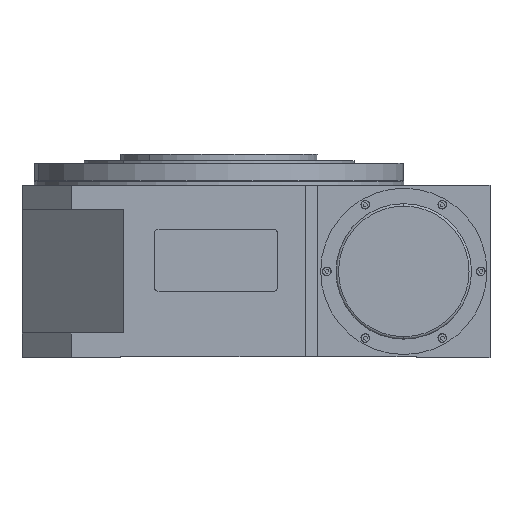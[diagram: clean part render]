
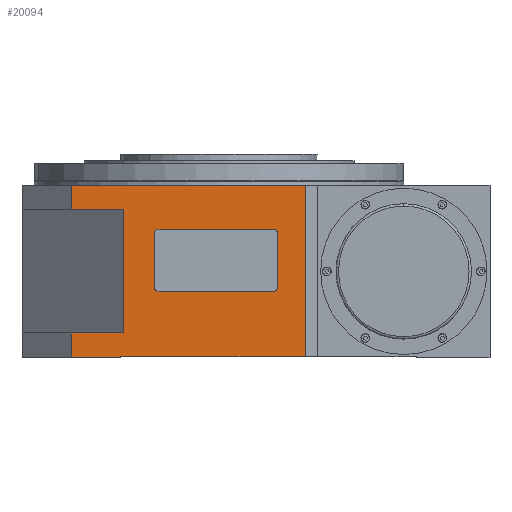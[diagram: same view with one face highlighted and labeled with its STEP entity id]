
A CAD part, front view. The second image highlights one B-rep face of the part: STEP entity #20094.
In plain terms, the highlighted planar face has unit normal (0, -1, 0).
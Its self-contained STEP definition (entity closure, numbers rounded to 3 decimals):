
#61 = ORIENTED_EDGE ( 'NONE', *, *, #15283, .F. ) ;
#365 = VECTOR ( 'NONE', #22243, 1000. ) ;
#581 = VECTOR ( 'NONE', #6029, 1000. ) ;
#757 = EDGE_CURVE ( 'NONE', #14678, #3926, #18780, .T. ) ;
#1213 = CARTESIAN_POINT ( 'NONE',  ( -190., -155., 20. ) ) ;
#1525 = ORIENTED_EDGE ( 'NONE', *, *, #23768, .F. ) ;
#1575 = ORIENTED_EDGE ( 'NONE', *, *, #757, .F. ) ;
#1890 = ORIENTED_EDGE ( 'NONE', *, *, #21528, .F. ) ;
#2080 = LINE ( 'NONE', #9662, #6705 ) ;
#2167 = VERTEX_POINT ( 'NONE', #11802 ) ;
#2194 = EDGE_CURVE ( 'NONE', #18231, #23160, #8962, .T. ) ;
#2233 = DIRECTION ( 'NONE',  ( 1., 0., 0. ) ) ;
#2426 = EDGE_CURVE ( 'NONE', #22372, #24573, #8500, .T. ) ;
#2669 = ORIENTED_EDGE ( 'NONE', *, *, #10009, .T. ) ;
#2675 = DIRECTION ( 'NONE',  ( 0., 0., 1. ) ) ;
#2998 = DIRECTION ( 'NONE',  ( 0., 0., 1. ) ) ;
#3192 = LINE ( 'NONE', #1213, #4880 ) ;
#3250 = ORIENTED_EDGE ( 'NONE', *, *, #9483, .T. ) ;
#3255 = CARTESIAN_POINT ( 'NONE',  ( 14.426, -155., 104.032 ) ) ;
#3257 = LINE ( 'NONE', #5008, #20182 ) ;
#3312 = VERTEX_POINT ( 'NONE', #3255 ) ;
#3407 = AXIS2_PLACEMENT_3D ( 'NONE', #22044, #10795, #2998 ) ;
#3546 = LINE ( 'NONE', #17328, #13450 ) ;
#3640 = VERTEX_POINT ( 'NONE', #19728 ) ;
#3665 = LINE ( 'NONE', #17068, #581 ) ;
#3744 = VECTOR ( 'NONE', #16329, 1000. ) ;
#3754 = CARTESIAN_POINT ( 'NONE',  ( -190., -155., 140. ) ) ;
#3838 = LINE ( 'NONE', #24408, #12819 ) ;
#3913 = CARTESIAN_POINT ( 'NONE',  ( -150., -155., 20. ) ) ;
#3926 = VERTEX_POINT ( 'NONE', #10216 ) ;
#3997 = EDGE_CURVE ( 'NONE', #12315, #23777, #3257, .T. ) ;
#4093 = EDGE_CURVE ( 'NONE', #3312, #3640, #11371, .T. ) ;
#4130 = AXIS2_PLACEMENT_3D ( 'NONE', #24528, #7444, #15005 ) ;
#4232 = CIRCLE ( 'NONE', #18129, 3. ) ;
#4323 = CARTESIAN_POINT ( 'NONE',  ( -79.574, -155., 54.032 ) ) ;
#4495 = EDGE_CURVE ( 'NONE', #14678, #6220, #2080, .T. ) ;
#4880 = VECTOR ( 'NONE', #5433, 1000. ) ;
#4941 = DIRECTION ( 'NONE',  ( 0., 0., 1. ) ) ;
#5008 = CARTESIAN_POINT ( 'NONE',  ( -190., -155., 0.5 ) ) ;
#5034 = FACE_BOUND ( 'NONE', #8595, .T. ) ;
#5200 = CARTESIAN_POINT ( 'NONE',  ( -110., -155., 0.5 ) ) ;
#5230 = VERTEX_POINT ( 'NONE', #3913 ) ;
#5309 = VECTOR ( 'NONE', #10451, 1000. ) ;
#5361 = EDGE_CURVE ( 'NONE', #20217, #2167, #10376, .T. ) ;
#5433 = DIRECTION ( 'NONE',  ( 1., 0., 0. ) ) ;
#6029 = DIRECTION ( 'NONE',  ( 0., 0., -1. ) ) ;
#6220 = VERTEX_POINT ( 'NONE', #21396 ) ;
#6246 = EDGE_LOOP ( 'NONE', ( #21688, #18775, #1575, #16020, #1890, #13469, #6279, #2669, #3250, #10189 ) ) ;
#6279 = ORIENTED_EDGE ( 'NONE', *, *, #17517, .F. ) ;
#6331 = ORIENTED_EDGE ( 'NONE', *, *, #14177, .T. ) ;
#6705 = VECTOR ( 'NONE', #13384, 1000. ) ;
#6808 = CARTESIAN_POINT ( 'NONE',  ( -110., -155., 140. ) ) ;
#6842 = AXIS2_PLACEMENT_3D ( 'NONE', #23974, #14474, #22090 ) ;
#7444 = DIRECTION ( 'NONE',  ( 0., 1., 0. ) ) ;
#8500 = CIRCLE ( 'NONE', #4130, 3. ) ;
#8595 = EDGE_LOOP ( 'NONE', ( #21724, #19202, #61, #6331, #11488, #21692, #1525, #22324 ) ) ;
#8724 = CARTESIAN_POINT ( 'NONE',  ( 14.426, -155., 57.032 ) ) ;
#8754 = PLANE ( 'NONE',  #6842 ) ;
#8766 = LINE ( 'NONE', #23844, #3744 ) ;
#8962 = CIRCLE ( 'NONE', #3407, 3. ) ;
#9483 = EDGE_CURVE ( 'NONE', #11975, #14400, #12187, .T. ) ;
#9503 = DIRECTION ( 'NONE',  ( 0., 0., 1. ) ) ;
#9573 = CARTESIAN_POINT ( 'NONE',  ( 17.426, -155., 57.032 ) ) ;
#9662 = CARTESIAN_POINT ( 'NONE',  ( -150., -155., 140. ) ) ;
#9912 = VECTOR ( 'NONE', #2675, 1000. ) ;
#10009 = EDGE_CURVE ( 'NONE', #5230, #11975, #3665, .T. ) ;
#10108 = DIRECTION ( 'NONE',  ( 0., 1., 0. ) ) ;
#10189 = ORIENTED_EDGE ( 'NONE', *, *, #11595, .T. ) ;
#10216 = CARTESIAN_POINT ( 'NONE',  ( 40., -155., 140. ) ) ;
#10376 = LINE ( 'NONE', #21331, #9912 ) ;
#10451 = DIRECTION ( 'NONE',  ( 1., 0., 0. ) ) ;
#10795 = DIRECTION ( 'NONE',  ( 0., 1., 0. ) ) ;
#11371 = CIRCLE ( 'NONE', #24146, 3. ) ;
#11488 = ORIENTED_EDGE ( 'NONE', *, *, #15747, .F. ) ;
#11545 = DIRECTION ( 'NONE',  ( 0., 1., 0. ) ) ;
#11595 = EDGE_CURVE ( 'NONE', #14400, #23777, #23860, .T. ) ;
#11802 = CARTESIAN_POINT ( 'NONE',  ( -107.574, -155., 120. ) ) ;
#11899 = CARTESIAN_POINT ( 'NONE',  ( -82.574, -155., 57.032 ) ) ;
#11975 = VERTEX_POINT ( 'NONE', #14548 ) ;
#12178 = CARTESIAN_POINT ( 'NONE',  ( -82.574, -155., 101.032 ) ) ;
#12187 = LINE ( 'NONE', #14543, #5309 ) ;
#12315 = VERTEX_POINT ( 'NONE', #15113 ) ;
#12459 = DIRECTION ( 'NONE',  ( -1., 0., 0. ) ) ;
#12819 = VECTOR ( 'NONE', #13291, 1000. ) ;
#13291 = DIRECTION ( 'NONE',  ( 0., 0., 1. ) ) ;
#13342 = LINE ( 'NONE', #20948, #22255 ) ;
#13384 = DIRECTION ( 'NONE',  ( 0., 0., -1. ) ) ;
#13450 = VECTOR ( 'NONE', #9503, 1000. ) ;
#13469 = ORIENTED_EDGE ( 'NONE', *, *, #5361, .F. ) ;
#13626 = VERTEX_POINT ( 'NONE', #20622 ) ;
#14177 = EDGE_CURVE ( 'NONE', #16874, #13626, #4232, .T. ) ;
#14400 = VERTEX_POINT ( 'NONE', #19011 ) ;
#14474 = DIRECTION ( 'NONE',  ( 0., 1., 0. ) ) ;
#14511 = LINE ( 'NONE', #23763, #19597 ) ;
#14543 = CARTESIAN_POINT ( 'NONE',  ( -190., -155., 0. ) ) ;
#14548 = CARTESIAN_POINT ( 'NONE',  ( -150., -155., 0. ) ) ;
#14678 = VERTEX_POINT ( 'NONE', #24045 ) ;
#15005 = DIRECTION ( 'NONE',  ( 0., 0., 1. ) ) ;
#15031 = DIRECTION ( 'NONE',  ( 0., 0., 1. ) ) ;
#15113 = CARTESIAN_POINT ( 'NONE',  ( 40., -155., 0.5 ) ) ;
#15283 = EDGE_CURVE ( 'NONE', #16874, #3640, #3546, .T. ) ;
#15672 = LINE ( 'NONE', #22020, #365 ) ;
#15747 = EDGE_CURVE ( 'NONE', #22372, #13626, #13342, .T. ) ;
#16020 = ORIENTED_EDGE ( 'NONE', *, *, #4495, .T. ) ;
#16329 = DIRECTION ( 'NONE',  ( -1., 0., 0. ) ) ;
#16843 = VECTOR ( 'NONE', #2233, 1000. ) ;
#16874 = VERTEX_POINT ( 'NONE', #9573 ) ;
#17054 = DIRECTION ( 'NONE',  ( 1., 0., 0. ) ) ;
#17068 = CARTESIAN_POINT ( 'NONE',  ( -150., -155., 140. ) ) ;
#17099 = VECTOR ( 'NONE', #4941, 1000. ) ;
#17328 = CARTESIAN_POINT ( 'NONE',  ( 17.426, -155., 104.032 ) ) ;
#17384 = CARTESIAN_POINT ( 'NONE',  ( 14.426, -155., 101.032 ) ) ;
#17517 = EDGE_CURVE ( 'NONE', #5230, #20217, #3192, .T. ) ;
#17873 = DIRECTION ( 'NONE',  ( -1., 0., 0. ) ) ;
#18129 = AXIS2_PLACEMENT_3D ( 'NONE', #8724, #10108, #20432 ) ;
#18198 = FACE_OUTER_BOUND ( 'NONE', #6246, .T. ) ;
#18231 = VERTEX_POINT ( 'NONE', #12178 ) ;
#18775 = ORIENTED_EDGE ( 'NONE', *, *, #20851, .T. ) ;
#18780 = LINE ( 'NONE', #3754, #16843 ) ;
#19011 = CARTESIAN_POINT ( 'NONE',  ( -110., -155., 0. ) ) ;
#19202 = ORIENTED_EDGE ( 'NONE', *, *, #4093, .T. ) ;
#19597 = VECTOR ( 'NONE', #17873, 1000. ) ;
#19728 = CARTESIAN_POINT ( 'NONE',  ( 17.426, -155., 101.032 ) ) ;
#20094 = ADVANCED_FACE ( 'NONE', ( #5034, #18198 ), #8754, .F. ) ;
#20182 = VECTOR ( 'NONE', #12459, 1000. ) ;
#20217 = VERTEX_POINT ( 'NONE', #23815 ) ;
#20432 = DIRECTION ( 'NONE',  ( 0., 0., 1. ) ) ;
#20622 = CARTESIAN_POINT ( 'NONE',  ( 14.426, -155., 54.032 ) ) ;
#20851 = EDGE_CURVE ( 'NONE', #12315, #3926, #3838, .T. ) ;
#20948 = CARTESIAN_POINT ( 'NONE',  ( -82.574, -155., 54.032 ) ) ;
#21331 = CARTESIAN_POINT ( 'NONE',  ( -107.574, -155., 140. ) ) ;
#21396 = CARTESIAN_POINT ( 'NONE',  ( -150., -155., 120. ) ) ;
#21528 = EDGE_CURVE ( 'NONE', #2167, #6220, #8766, .T. ) ;
#21688 = ORIENTED_EDGE ( 'NONE', *, *, #3997, .F. ) ;
#21692 = ORIENTED_EDGE ( 'NONE', *, *, #2426, .T. ) ;
#21724 = ORIENTED_EDGE ( 'NONE', *, *, #22510, .F. ) ;
#22020 = CARTESIAN_POINT ( 'NONE',  ( -82.574, -155., 104.032 ) ) ;
#22044 = CARTESIAN_POINT ( 'NONE',  ( -79.574, -155., 101.032 ) ) ;
#22090 = DIRECTION ( 'NONE',  ( 1., 0., 0. ) ) ;
#22243 = DIRECTION ( 'NONE',  ( 0., 0., -1. ) ) ;
#22255 = VECTOR ( 'NONE', #17054, 1000. ) ;
#22324 = ORIENTED_EDGE ( 'NONE', *, *, #2194, .T. ) ;
#22372 = VERTEX_POINT ( 'NONE', #4323 ) ;
#22510 = EDGE_CURVE ( 'NONE', #3312, #23160, #14511, .T. ) ;
#23160 = VERTEX_POINT ( 'NONE', #24214 ) ;
#23763 = CARTESIAN_POINT ( 'NONE',  ( -82.574, -155., 104.032 ) ) ;
#23768 = EDGE_CURVE ( 'NONE', #18231, #24573, #15672, .T. ) ;
#23777 = VERTEX_POINT ( 'NONE', #5200 ) ;
#23815 = CARTESIAN_POINT ( 'NONE',  ( -107.574, -155., 20. ) ) ;
#23844 = CARTESIAN_POINT ( 'NONE',  ( -190., -155., 120. ) ) ;
#23860 = LINE ( 'NONE', #6808, #17099 ) ;
#23974 = CARTESIAN_POINT ( 'NONE',  ( -190., -155., 140. ) ) ;
#24045 = CARTESIAN_POINT ( 'NONE',  ( -150., -155., 140. ) ) ;
#24146 = AXIS2_PLACEMENT_3D ( 'NONE', #17384, #11545, #15031 ) ;
#24214 = CARTESIAN_POINT ( 'NONE',  ( -79.574, -155., 104.032 ) ) ;
#24408 = CARTESIAN_POINT ( 'NONE',  ( 40., -155., 140. ) ) ;
#24528 = CARTESIAN_POINT ( 'NONE',  ( -79.574, -155., 57.032 ) ) ;
#24573 = VERTEX_POINT ( 'NONE', #11899 ) ;
